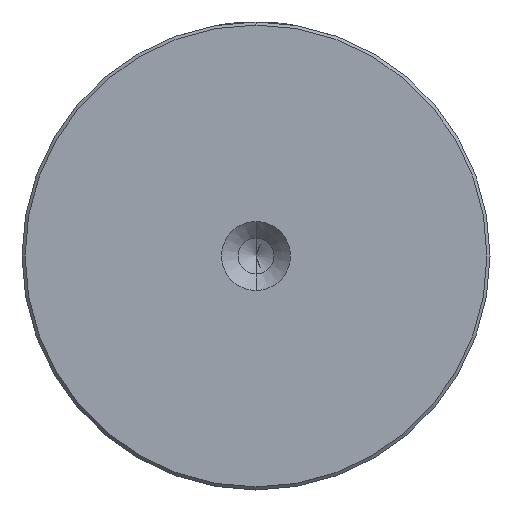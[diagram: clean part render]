
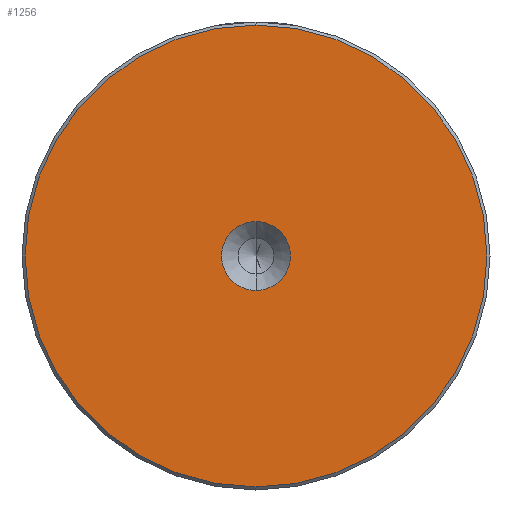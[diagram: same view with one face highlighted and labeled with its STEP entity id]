
A CAD part, left-side view. The second image highlights one B-rep face of the part: STEP entity #1256.
In plain terms, the highlighted planar face has unit normal (-1, 0, 0).
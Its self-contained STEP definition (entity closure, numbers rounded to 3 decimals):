
#46 = CARTESIAN_POINT ( 'NONE',  ( 0., 0., -5.6 ) ) ;
#70 = CARTESIAN_POINT ( 'NONE',  ( 0., 0., 5.6 ) ) ;
#82 = CARTESIAN_POINT ( 'NONE',  ( 0., 0., 0. ) ) ;
#134 = DIRECTION ( 'NONE',  ( -1., 0., 0. ) ) ;
#197 = DIRECTION ( 'NONE',  ( 0., 0., 1. ) ) ;
#204 = VERTEX_POINT ( 'NONE', #1796 ) ;
#368 = EDGE_CURVE ( 'NONE', #1952, #2004, #2106, .T. ) ;
#389 = FACE_OUTER_BOUND ( 'NONE', #1051, .T. ) ;
#393 = CIRCLE ( 'NONE', #2338, 37.5 ) ;
#455 = ORIENTED_EDGE ( 'NONE', *, *, #368, .F. ) ;
#592 = DIRECTION ( 'NONE',  ( 0., 0., 1. ) ) ;
#599 = DIRECTION ( 'NONE',  ( -1., 0., 0. ) ) ;
#604 = ORIENTED_EDGE ( 'NONE', *, *, #2182, .T. ) ;
#614 = CARTESIAN_POINT ( 'NONE',  ( 0., 0., 0. ) ) ;
#774 = CARTESIAN_POINT ( 'NONE',  ( 0., 0., 0. ) ) ;
#813 = AXIS2_PLACEMENT_3D ( 'NONE', #774, #2123, #974 ) ;
#893 = AXIS2_PLACEMENT_3D ( 'NONE', #1704, #134, #1336 ) ;
#974 = DIRECTION ( 'NONE',  ( 0., 0., 1. ) ) ;
#978 = EDGE_CURVE ( 'NONE', #2004, #1952, #1352, .T. ) ;
#990 = EDGE_LOOP ( 'NONE', ( #1250, #455 ) ) ;
#1029 = CARTESIAN_POINT ( 'NONE',  ( 0., 0., -37.5 ) ) ;
#1051 = EDGE_LOOP ( 'NONE', ( #604, #2277 ) ) ;
#1250 = ORIENTED_EDGE ( 'NONE', *, *, #978, .F. ) ;
#1256 = ADVANCED_FACE ( 'NONE', ( #389, #2317 ), #2462, .T. ) ;
#1336 = DIRECTION ( 'NONE',  ( 0., 0., 1. ) ) ;
#1352 = CIRCLE ( 'NONE', #2521, 5.6 ) ;
#1388 = DIRECTION ( 'NONE',  ( -1., 0., 0. ) ) ;
#1662 = DIRECTION ( 'NONE',  ( 0., 0., 1. ) ) ;
#1704 = CARTESIAN_POINT ( 'NONE',  ( 0., 0., 0. ) ) ;
#1767 = EDGE_CURVE ( 'NONE', #204, #1896, #393, .T. ) ;
#1796 = CARTESIAN_POINT ( 'NONE',  ( 0., 0., 37.5 ) ) ;
#1873 = AXIS2_PLACEMENT_3D ( 'NONE', #614, #599, #592 ) ;
#1896 = VERTEX_POINT ( 'NONE', #1029 ) ;
#1952 = VERTEX_POINT ( 'NONE', #46 ) ;
#2004 = VERTEX_POINT ( 'NONE', #70 ) ;
#2043 = DIRECTION ( 'NONE',  ( -1., 0., 0. ) ) ;
#2106 = CIRCLE ( 'NONE', #1873, 5.6 ) ;
#2123 = DIRECTION ( 'NONE',  ( -1., 0., 0. ) ) ;
#2182 = EDGE_CURVE ( 'NONE', #1896, #204, #2499, .T. ) ;
#2277 = ORIENTED_EDGE ( 'NONE', *, *, #1767, .T. ) ;
#2317 = FACE_BOUND ( 'NONE', #990, .T. ) ;
#2338 = AXIS2_PLACEMENT_3D ( 'NONE', #2513, #1388, #197 ) ;
#2462 = PLANE ( 'NONE',  #893 ) ;
#2499 = CIRCLE ( 'NONE', #813, 37.5 ) ;
#2513 = CARTESIAN_POINT ( 'NONE',  ( 0., 0., 0. ) ) ;
#2521 = AXIS2_PLACEMENT_3D ( 'NONE', #82, #2043, #1662 ) ;
